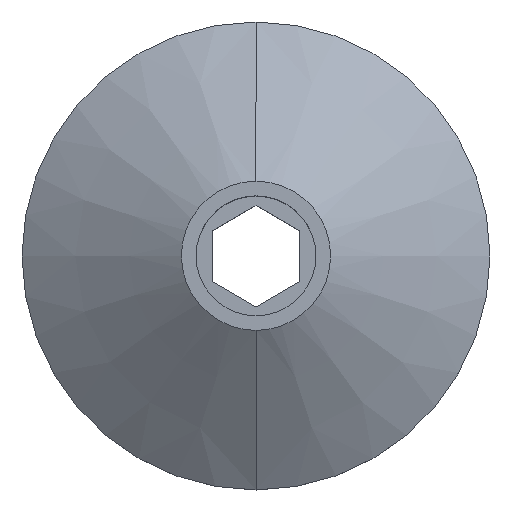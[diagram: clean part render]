
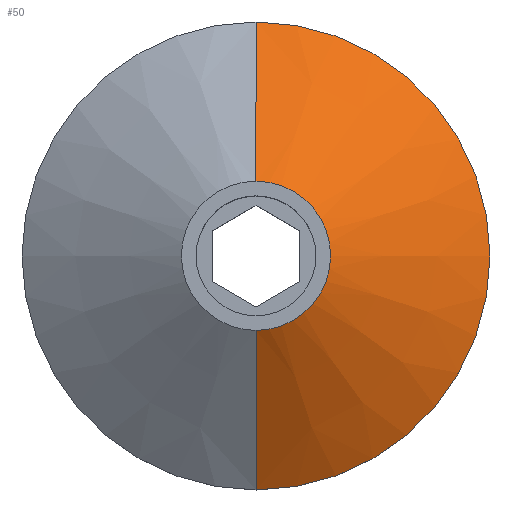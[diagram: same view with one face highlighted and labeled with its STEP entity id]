
A CAD part, top view. The second image highlights one B-rep face of the part: STEP entity #50.
In plain terms, the highlighted conical face has half-angle 57.291 degrees and reference radius 10.55 mm.
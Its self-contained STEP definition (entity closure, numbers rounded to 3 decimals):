
#50=ADVANCED_FACE('',(#110),#111,.T.);
#110=FACE_OUTER_BOUND('',#181,.T.);
#111=CONICAL_SURFACE('',#182,10.55,1.);
#181=EDGE_LOOP('',(#261,#262,#263,#264));
#182=AXIS2_PLACEMENT_3D('',#265,#266,#267);
#261=ORIENTED_EDGE('',*,*,#419,.F.);
#262=ORIENTED_EDGE('',*,*,#420,.T.);
#263=ORIENTED_EDGE('',*,*,#421,.F.);
#264=ORIENTED_EDGE('',*,*,#415,.F.);
#265=CARTESIAN_POINT('',(0.,0.0,16.5));
#266=DIRECTION('',(0.,-0.0,-1.0));
#267=DIRECTION('',(0.0,1.0,0.0));
#415=EDGE_CURVE('',#484,#487,#488,.T.);
#419=EDGE_CURVE('',#493,#484,#494,.T.);
#420=EDGE_CURVE('',#493,#495,#496,.T.);
#421=EDGE_CURVE('',#487,#495,#497,.T.);
#484=VERTEX_POINT('',#580);
#487=VERTEX_POINT('',#584);
#488=CIRCLE('',#585,16.0);
#493=VERTEX_POINT('',#591);
#494=LINE('',#592,#593);
#495=VERTEX_POINT('',#594);
#496=CIRCLE('',#595,5.1);
#497=LINE('',#596,#597);
#580=CARTESIAN_POINT('',(0.,16.0,13.0));
#584=CARTESIAN_POINT('',(0.,-16.0,13.0));
#585=AXIS2_PLACEMENT_3D('',#694,#695,#696);
#591=CARTESIAN_POINT('',(0.,5.1,20.0));
#592=CARTESIAN_POINT('',(0.,10.55,16.5));
#593=VECTOR('',#701,1.0);
#594=CARTESIAN_POINT('',(0.,-5.1,20.0));
#595=AXIS2_PLACEMENT_3D('',#702,#703,#704);
#596=CARTESIAN_POINT('',(0.,-10.55,16.5));
#597=VECTOR('',#705,1.0);
#694=CARTESIAN_POINT('',(0.,0.0,13.0));
#695=DIRECTION('',(0.,0.0,-1.0));
#696=DIRECTION('',(0.0,1.0,0.0));
#701=DIRECTION('',(0.,0.841,-0.54));
#702=CARTESIAN_POINT('',(0.,0.0,20.0));
#703=DIRECTION('',(0.,0.0,-1.0));
#704=DIRECTION('',(0.0,1.0,0.0));
#705=DIRECTION('',(0.,0.841,0.54));
